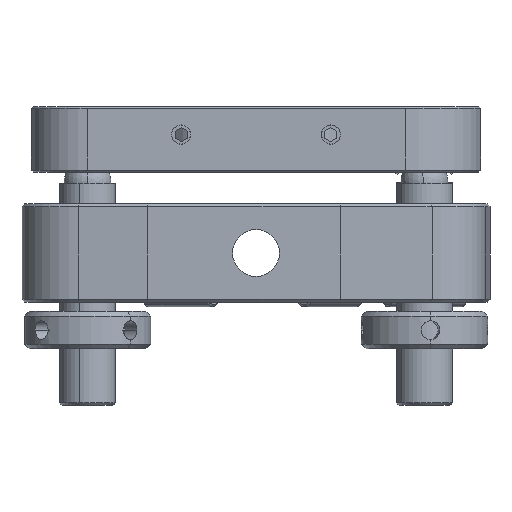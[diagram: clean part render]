
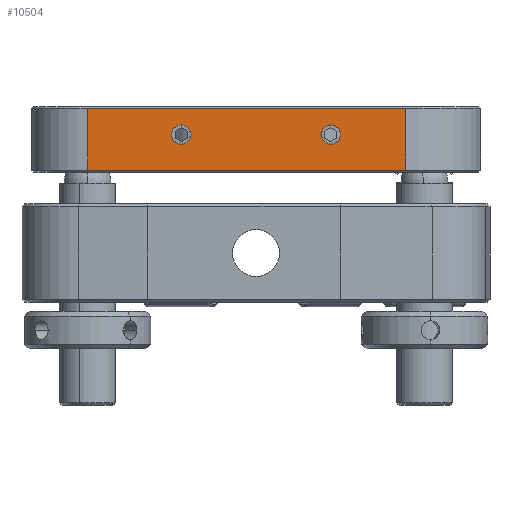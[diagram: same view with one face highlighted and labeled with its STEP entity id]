
A CAD part, front view. The second image highlights one B-rep face of the part: STEP entity #10504.
In plain terms, the highlighted planar face has unit normal (0, -1, 0).
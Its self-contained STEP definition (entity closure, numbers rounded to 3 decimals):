
#57 = CARTESIAN_POINT ( 'NONE',  ( 8., -24., -3.35 ) ) ;
#176 = CIRCLE ( 'NONE', #9008, 1.025 ) ;
#430 = LINE ( 'NONE', #8438, #7327 ) ;
#1008 = CARTESIAN_POINT ( 'NONE',  ( -8., -24., -4.375 ) ) ;
#1025 = DIRECTION ( 'NONE',  ( 0., 0., 1. ) ) ;
#1137 = DIRECTION ( 'NONE',  ( 0., -1., 0. ) ) ;
#1139 = EDGE_LOOP ( 'NONE', ( #5062, #11122 ) ) ;
#1259 = VERTEX_POINT ( 'NONE', #13230 ) ;
#1300 = ORIENTED_EDGE ( 'NONE', *, *, #11110, .T. ) ;
#1449 = LINE ( 'NONE', #4544, #5012 ) ;
#1590 = CIRCLE ( 'NONE', #14129, 1.025 ) ;
#2068 = DIRECTION ( 'NONE',  ( 0., -1., 0. ) ) ;
#2111 = EDGE_CURVE ( 'NONE', #6754, #1259, #430, .T. ) ;
#3061 = ORIENTED_EDGE ( 'NONE', *, *, #7975, .T. ) ;
#3266 = DIRECTION ( 'NONE',  ( 1., 0., 0. ) ) ;
#3318 = PLANE ( 'NONE',  #4238 ) ;
#3421 = CARTESIAN_POINT ( 'NONE',  ( 16., -24., -7.15 ) ) ;
#3434 = DIRECTION ( 'NONE',  ( 0., 0., 1. ) ) ;
#3489 = DIRECTION ( 'NONE',  ( 0., 0., 1. ) ) ;
#3524 = EDGE_LOOP ( 'NONE', ( #7798, #7304 ) ) ;
#3581 = CARTESIAN_POINT ( 'NONE',  ( -8., -24., -2.325 ) ) ;
#3828 = DIRECTION ( 'NONE',  ( 0., 0., 1. ) ) ;
#4166 = AXIS2_PLACEMENT_3D ( 'NONE', #9885, #2068, #1025 ) ;
#4221 = EDGE_CURVE ( 'NONE', #14163, #10558, #6589, .T. ) ;
#4230 = DIRECTION ( 'NONE',  ( 0., 1., 0. ) ) ;
#4238 = AXIS2_PLACEMENT_3D ( 'NONE', #11017, #4230, #8874 ) ;
#4544 = CARTESIAN_POINT ( 'NONE',  ( 16., -24., -7.35 ) ) ;
#4697 = DIRECTION ( 'NONE',  ( -1., 0., 0. ) ) ;
#5012 = VECTOR ( 'NONE', #3434, 1000. ) ;
#5062 = ORIENTED_EDGE ( 'NONE', *, *, #10896, .F. ) ;
#5090 = VERTEX_POINT ( 'NONE', #5570 ) ;
#5570 = CARTESIAN_POINT ( 'NONE',  ( 8., -24., -2.325 ) ) ;
#5623 = VECTOR ( 'NONE', #4697, 1000. ) ;
#6479 = CARTESIAN_POINT ( 'NONE',  ( -8., -24., -3.35 ) ) ;
#6589 = CIRCLE ( 'NONE', #12455, 1.025 ) ;
#6607 = FACE_BOUND ( 'NONE', #3524, .T. ) ;
#6754 = VERTEX_POINT ( 'NONE', #9391 ) ;
#6800 = FACE_BOUND ( 'NONE', #1139, .T. ) ;
#7000 = LINE ( 'NONE', #3421, #9827 ) ;
#7304 = ORIENTED_EDGE ( 'NONE', *, *, #13114, .F. ) ;
#7327 = VECTOR ( 'NONE', #11722, 1000. ) ;
#7449 = EDGE_CURVE ( 'NONE', #6754, #9032, #7000, .T. ) ;
#7643 = CIRCLE ( 'NONE', #4166, 1.025 ) ;
#7655 = VERTEX_POINT ( 'NONE', #10308 ) ;
#7711 = ORIENTED_EDGE ( 'NONE', *, *, #7449, .T. ) ;
#7798 = ORIENTED_EDGE ( 'NONE', *, *, #4221, .F. ) ;
#7975 = EDGE_CURVE ( 'NONE', #11833, #1259, #12013, .T. ) ;
#8128 = CARTESIAN_POINT ( 'NONE',  ( 16., -24., -7.15 ) ) ;
#8438 = CARTESIAN_POINT ( 'NONE',  ( -18., -24., -7.351 ) ) ;
#8874 = DIRECTION ( 'NONE',  ( 0., 0., -1. ) ) ;
#9008 = AXIS2_PLACEMENT_3D ( 'NONE', #6479, #13305, #12218 ) ;
#9032 = VERTEX_POINT ( 'NONE', #8128 ) ;
#9278 = CARTESIAN_POINT ( 'NONE',  ( 24., -24., -0.55 ) ) ;
#9391 = CARTESIAN_POINT ( 'NONE',  ( -18., -24., -7.15 ) ) ;
#9409 = CARTESIAN_POINT ( 'NONE',  ( 16., -24., -0.55 ) ) ;
#9827 = VECTOR ( 'NONE', #3266, 1000. ) ;
#9885 = CARTESIAN_POINT ( 'NONE',  ( 8., -24., -3.35 ) ) ;
#10308 = CARTESIAN_POINT ( 'NONE',  ( 8., -24., -4.375 ) ) ;
#10504 = ADVANCED_FACE ( 'NONE', ( #13521, #6800, #6607 ), #3318, .F. ) ;
#10558 = VERTEX_POINT ( 'NONE', #1008 ) ;
#10603 = CARTESIAN_POINT ( 'NONE',  ( -8., -24., -3.35 ) ) ;
#10896 = EDGE_CURVE ( 'NONE', #5090, #7655, #7643, .T. ) ;
#11017 = CARTESIAN_POINT ( 'NONE',  ( 24., -24., -7.35 ) ) ;
#11110 = EDGE_CURVE ( 'NONE', #9032, #11833, #1449, .T. ) ;
#11122 = ORIENTED_EDGE ( 'NONE', *, *, #12769, .F. ) ;
#11722 = DIRECTION ( 'NONE',  ( 0., 0., 1. ) ) ;
#11833 = VERTEX_POINT ( 'NONE', #9409 ) ;
#12013 = LINE ( 'NONE', #9278, #5623 ) ;
#12055 = EDGE_LOOP ( 'NONE', ( #14559, #7711, #1300, #3061 ) ) ;
#12218 = DIRECTION ( 'NONE',  ( 0., 0., 1. ) ) ;
#12455 = AXIS2_PLACEMENT_3D ( 'NONE', #10603, #12787, #3828 ) ;
#12769 = EDGE_CURVE ( 'NONE', #7655, #5090, #1590, .T. ) ;
#12787 = DIRECTION ( 'NONE',  ( 0., -1., 0. ) ) ;
#13114 = EDGE_CURVE ( 'NONE', #10558, #14163, #176, .T. ) ;
#13230 = CARTESIAN_POINT ( 'NONE',  ( -18., -24., -0.55 ) ) ;
#13305 = DIRECTION ( 'NONE',  ( 0., -1., 0. ) ) ;
#13521 = FACE_OUTER_BOUND ( 'NONE', #12055, .T. ) ;
#14129 = AXIS2_PLACEMENT_3D ( 'NONE', #57, #1137, #3489 ) ;
#14163 = VERTEX_POINT ( 'NONE', #3581 ) ;
#14559 = ORIENTED_EDGE ( 'NONE', *, *, #2111, .F. ) ;
